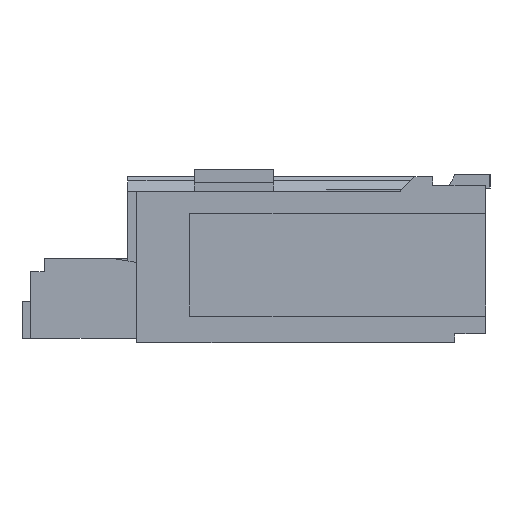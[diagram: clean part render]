
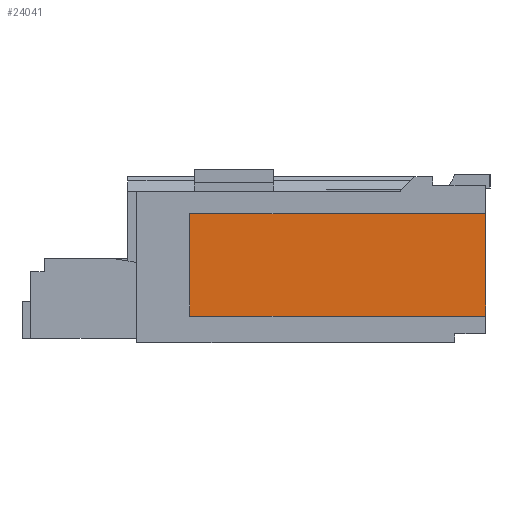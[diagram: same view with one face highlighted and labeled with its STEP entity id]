
A CAD part, left-side view. The second image highlights one B-rep face of the part: STEP entity #24041.
In plain terms, the highlighted planar face has unit normal (-1, 0, 0).
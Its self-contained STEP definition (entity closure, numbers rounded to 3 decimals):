
#8576=DIRECTION('',(0.,-1.,0.));
#8577=VECTOR('',#8576,3.35);
#8578=CARTESIAN_POINT('',(-6.85,3.35,-1.58));
#8579=LINE('',#8578,#8577);
#8584=DIRECTION('',(0.,0.,-1.));
#8585=VECTOR('',#8584,1.16);
#8586=CARTESIAN_POINT('',(-6.85,0.,-0.42));
#8587=LINE('',#8586,#8585);
#8620=DIRECTION('',(0.,0.,1.));
#8621=VECTOR('',#8620,1.16);
#8622=CARTESIAN_POINT('',(-6.85,3.35,-1.58));
#8623=LINE('',#8622,#8621);
#9733=DIRECTION('',(0.,-1.,0.));
#9734=VECTOR('',#9733,3.35);
#9735=CARTESIAN_POINT('',(-6.85,3.35,-0.42));
#9736=LINE('',#9735,#9734);
#10503=CARTESIAN_POINT('',(-6.85,0.,-1.58));
#10505=VERTEX_POINT('',#10503);
#10507=CARTESIAN_POINT('',(-6.85,0.,-0.42));
#10509=VERTEX_POINT('',#10507);
#10515=CARTESIAN_POINT('',(-6.85,3.35,-1.58));
#10516=CARTESIAN_POINT('',(-6.85,3.35,-0.42));
#10517=VERTEX_POINT('',#10515);
#10518=VERTEX_POINT('',#10516);
#24028=CARTESIAN_POINT('',(-6.85,3.35,-1.58));
#24029=DIRECTION('',(1.,0.,0.));
#24030=DIRECTION('',(0.,-1.,0.));
#24031=AXIS2_PLACEMENT_3D('',#24028,#24029,#24030);
#24032=PLANE('',#24031);
#24033=ORIENTED_EDGE('',*,*,#23992,.T.);
#24034=ORIENTED_EDGE('',*,*,#23981,.F.);
#24036=ORIENTED_EDGE('',*,*,#24035,.T.);
#24038=ORIENTED_EDGE('',*,*,#24037,.T.);
#24039=EDGE_LOOP('',(#24033,#24034,#24036,#24038));
#24040=FACE_OUTER_BOUND('',#24039,.F.);
#24041=ADVANCED_FACE('',(#24040),#24032,.F.);
#23981=EDGE_CURVE('',#10517,#10505,#8579,.T.);
#23992=EDGE_CURVE('',#10509,#10505,#8587,.T.);
#24035=EDGE_CURVE('',#10517,#10518,#8623,.T.);
#24037=EDGE_CURVE('',#10518,#10509,#9736,.T.);
